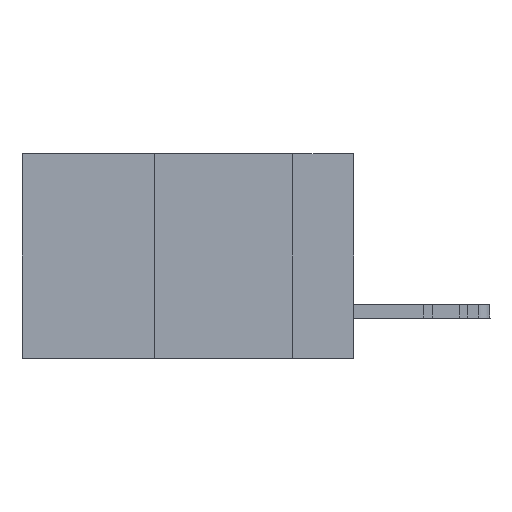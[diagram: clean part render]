
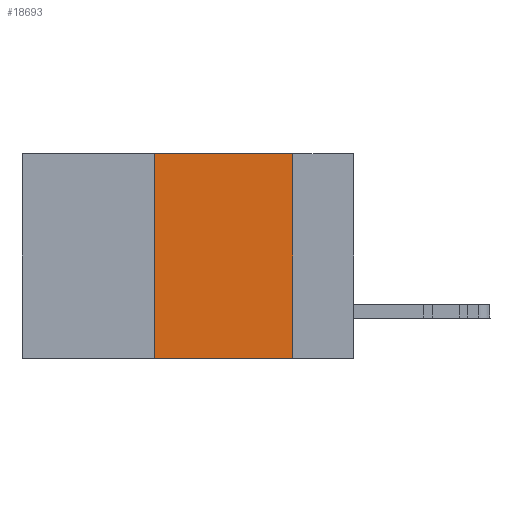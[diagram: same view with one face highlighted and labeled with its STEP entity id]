
A CAD part, left-side view. The second image highlights one B-rep face of the part: STEP entity #18693.
In plain terms, the highlighted planar face has unit normal (-1, 0, 0).
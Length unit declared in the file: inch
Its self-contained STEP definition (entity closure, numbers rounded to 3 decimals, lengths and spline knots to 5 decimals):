
#2180 = CARTESIAN_POINT ( 'NONE',  ( 0., 0.36, 0. ) ) ;
#2846 = PLANE ( 'NONE',  #6930 ) ;
#3060 = LINE ( 'NONE', #43594, #31933 ) ;
#5596 = VECTOR ( 'NONE', #25527, 39.37008 ) ;
#6299 = DIRECTION ( 'NONE',  ( 0., -1., 0. ) ) ;
#6930 = AXIS2_PLACEMENT_3D ( 'NONE', #43625, #37775, #27605 ) ;
#8181 = DIRECTION ( 'NONE',  ( 0., 0., -1. ) ) ;
#9536 = EDGE_CURVE ( 'NONE', #18603, #25852, #16018, .T. ) ;
#10572 = EDGE_CURVE ( 'NONE', #26801, #38367, #3060, .T. ) ;
#14429 = LINE ( 'NONE', #45979, #33372 ) ;
#14790 = CARTESIAN_POINT ( 'NONE',  ( 0., 0.36, -0.37 ) ) ;
#15495 = FACE_OUTER_BOUND ( 'NONE', #34551, .T. ) ;
#16018 = LINE ( 'NONE', #17473, #27892 ) ;
#16928 = DIRECTION ( 'NONE',  ( 0., -1., 0. ) ) ;
#17473 = CARTESIAN_POINT ( 'NONE',  ( 0., 0.6, -0.37 ) ) ;
#18277 = ORIENTED_EDGE ( 'NONE', *, *, #34544, .F. ) ;
#18603 = VERTEX_POINT ( 'NONE', #14790 ) ;
#18693 = ADVANCED_FACE ( 'NONE', ( #15495 ), #2846, .F. ) ;
#23485 = ORIENTED_EDGE ( 'NONE', *, *, #44821, .F. ) ;
#24194 = ORIENTED_EDGE ( 'NONE', *, *, #10572, .F. ) ;
#25527 = DIRECTION ( 'NONE',  ( 0., 0., 1. ) ) ;
#25852 = VERTEX_POINT ( 'NONE', #36807 ) ;
#26801 = VERTEX_POINT ( 'NONE', #2180 ) ;
#27605 = DIRECTION ( 'NONE',  ( 0., 0., -1. ) ) ;
#27892 = VECTOR ( 'NONE', #6299, 39.37008 ) ;
#29302 = LINE ( 'NONE', #48140, #5596 ) ;
#30723 = CARTESIAN_POINT ( 'NONE',  ( 0., 0.11, 0. ) ) ;
#31933 = VECTOR ( 'NONE', #16928, 39.37008 ) ;
#33372 = VECTOR ( 'NONE', #8181, 39.37008 ) ;
#34544 = EDGE_CURVE ( 'NONE', #38367, #25852, #14429, .T. ) ;
#34551 = EDGE_LOOP ( 'NONE', ( #18277, #24194, #23485, #46121 ) ) ;
#36807 = CARTESIAN_POINT ( 'NONE',  ( 0., 0.11, -0.37 ) ) ;
#37775 = DIRECTION ( 'NONE',  ( 1., 0., 0. ) ) ;
#38367 = VERTEX_POINT ( 'NONE', #30723 ) ;
#43594 = CARTESIAN_POINT ( 'NONE',  ( 0., 0.6, 0. ) ) ;
#43625 = CARTESIAN_POINT ( 'NONE',  ( 0., 0.6, 0. ) ) ;
#44821 = EDGE_CURVE ( 'NONE', #18603, #26801, #29302, .T. ) ;
#45979 = CARTESIAN_POINT ( 'NONE',  ( 0., 0.11, 0. ) ) ;
#46121 = ORIENTED_EDGE ( 'NONE', *, *, #9536, .T. ) ;
#48140 = CARTESIAN_POINT ( 'NONE',  ( 0., 0.36, 0. ) ) ;
